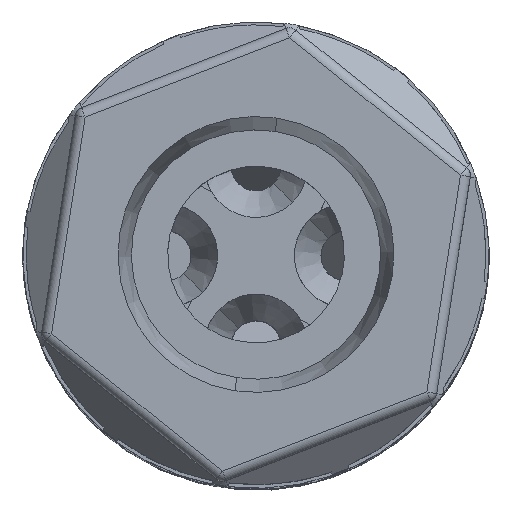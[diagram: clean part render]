
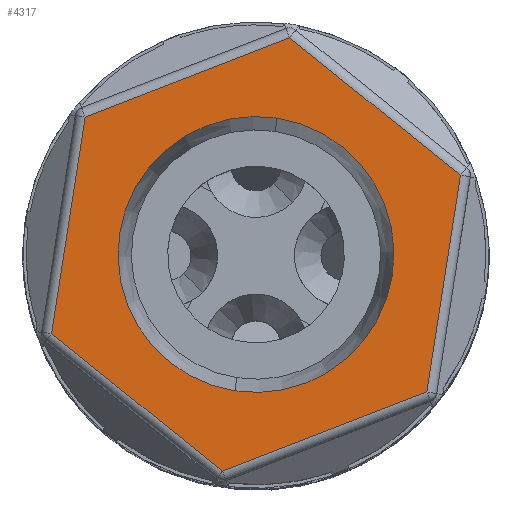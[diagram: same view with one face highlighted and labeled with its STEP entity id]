
A CAD part, top view. The second image highlights one B-rep face of the part: STEP entity #4317.
In plain terms, the highlighted planar face has unit normal (0, 0, 1).
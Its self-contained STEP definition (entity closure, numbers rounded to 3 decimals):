
#3201=AXIS2_PLACEMENT_3D('Circle Axis2P3D',#3199,#3200,$) ;
#3242=AXIS2_PLACEMENT_3D('Circle Axis2P3D',#3240,#3241,$) ;
#4303=AXIS2_PLACEMENT_3D('Plane Axis2P3D',#4300,#4301,#4302) ;
#2167=CARTESIAN_POINT('Vertex',(5.991,0.496,49.29)) ;
#2170=CARTESIAN_POINT('Line Origine',(6.146,0.372,49.29)) ;
#2174=CARTESIAN_POINT('Vertex',(0.863,4.621,49.29)) ;
#2197=CARTESIAN_POINT('Line Origine',(1.882,11.191,49.29)) ;
#2201=CARTESIAN_POINT('Vertex',(1.872,11.126,49.29)) ;
#2250=CARTESIAN_POINT('Line Origine',(8.194,13.576,49.29)) ;
#2254=CARTESIAN_POINT('Vertex',(8.009,13.504,49.29)) ;
#2289=CARTESIAN_POINT('Line Origine',(13.292,9.254,49.29)) ;
#2293=CARTESIAN_POINT('Vertex',(13.137,9.379,49.29)) ;
#2328=CARTESIAN_POINT('Line Origine',(12.118,2.809,49.29)) ;
#2332=CARTESIAN_POINT('Vertex',(12.128,2.874,49.29)) ;
#2386=CARTESIAN_POINT('Line Origine',(5.806,0.424,49.29)) ;
#3199=CARTESIAN_POINT('Axis2P3D Location',(7.,7.,49.29)) ;
#3203=CARTESIAN_POINT('Vertex',(7.635,11.093,49.29)) ;
#3205=CARTESIAN_POINT('Vertex',(6.365,2.907,49.29)) ;
#3240=CARTESIAN_POINT('Axis2P3D Location',(7.,7.,49.29)) ;
#4300=CARTESIAN_POINT('Axis2P3D Location',(80.396,100.896,49.29)) ;
#2171=DIRECTION('Vector Direction',(-0.779,0.627,0.)) ;
#2198=DIRECTION('Vector Direction',(-0.153,-0.988,0.)) ;
#2251=DIRECTION('Vector Direction',(-0.932,-0.361,0.)) ;
#2290=DIRECTION('Vector Direction',(-0.779,0.627,0.)) ;
#2329=DIRECTION('Vector Direction',(0.153,0.988,0.)) ;
#2387=DIRECTION('Vector Direction',(0.932,0.361,0.)) ;
#3200=DIRECTION('Axis2P3D Direction',(0.,0.,1.)) ;
#3241=DIRECTION('Axis2P3D Direction',(0.,0.,1.)) ;
#4301=DIRECTION('Axis2P3D Direction',(0.,0.,1.)) ;
#4302=DIRECTION('Axis2P3D XDirection',(0.153,0.988,0.)) ;
#2172=VECTOR('Line Direction',#2171,1.) ;
#2199=VECTOR('Line Direction',#2198,1.) ;
#2252=VECTOR('Line Direction',#2251,1.) ;
#2291=VECTOR('Line Direction',#2290,1.) ;
#2330=VECTOR('Line Direction',#2329,1.) ;
#2388=VECTOR('Line Direction',#2387,1.) ;
#4306=ORIENTED_EDGE('',*,*,#2334,.F.) ;
#4307=ORIENTED_EDGE('',*,*,#2295,.F.) ;
#4308=ORIENTED_EDGE('',*,*,#2256,.F.) ;
#4309=ORIENTED_EDGE('',*,*,#2203,.F.) ;
#4310=ORIENTED_EDGE('',*,*,#2176,.F.) ;
#4311=ORIENTED_EDGE('',*,*,#2390,.F.) ;
#4314=ORIENTED_EDGE('',*,*,#3207,.F.) ;
#4315=ORIENTED_EDGE('',*,*,#3244,.F.) ;
#4316=FACE_BOUND('',#4313,.T.) ;
#4317=ADVANCED_FACE('Hauptk\X2\00F6\X0\rper',(#4312,#4316),#4304,.T.) ;
#3202=CIRCLE('generated circle',#3201,4.141) ;
#3243=CIRCLE('generated circle',#3242,4.141) ;
#2176=EDGE_CURVE('',#2168,#2175,#2173,.T.) ;
#2203=EDGE_CURVE('',#2175,#2202,#2200,.F.) ;
#2256=EDGE_CURVE('',#2202,#2255,#2253,.F.) ;
#2295=EDGE_CURVE('',#2255,#2294,#2292,.F.) ;
#2334=EDGE_CURVE('',#2294,#2333,#2331,.F.) ;
#2390=EDGE_CURVE('',#2333,#2168,#2389,.F.) ;
#3207=EDGE_CURVE('',#3204,#3206,#3202,.T.) ;
#3244=EDGE_CURVE('',#3206,#3204,#3243,.T.) ;
#4305=EDGE_LOOP('',(#4306,#4307,#4308,#4309,#4310,#4311)) ;
#4313=EDGE_LOOP('',(#4314,#4315)) ;
#4312=FACE_OUTER_BOUND('',#4305,.T.) ;
#2173=LINE('Line',#2170,#2172) ;
#2200=LINE('Line',#2197,#2199) ;
#2253=LINE('Line',#2250,#2252) ;
#2292=LINE('Line',#2289,#2291) ;
#2331=LINE('Line',#2328,#2330) ;
#2389=LINE('Line',#2386,#2388) ;
#4304=PLANE('',#4303) ;
#2168=VERTEX_POINT('',#2167) ;
#2175=VERTEX_POINT('',#2174) ;
#2202=VERTEX_POINT('',#2201) ;
#2255=VERTEX_POINT('',#2254) ;
#2294=VERTEX_POINT('',#2293) ;
#2333=VERTEX_POINT('',#2332) ;
#3204=VERTEX_POINT('',#3203) ;
#3206=VERTEX_POINT('',#3205) ;
